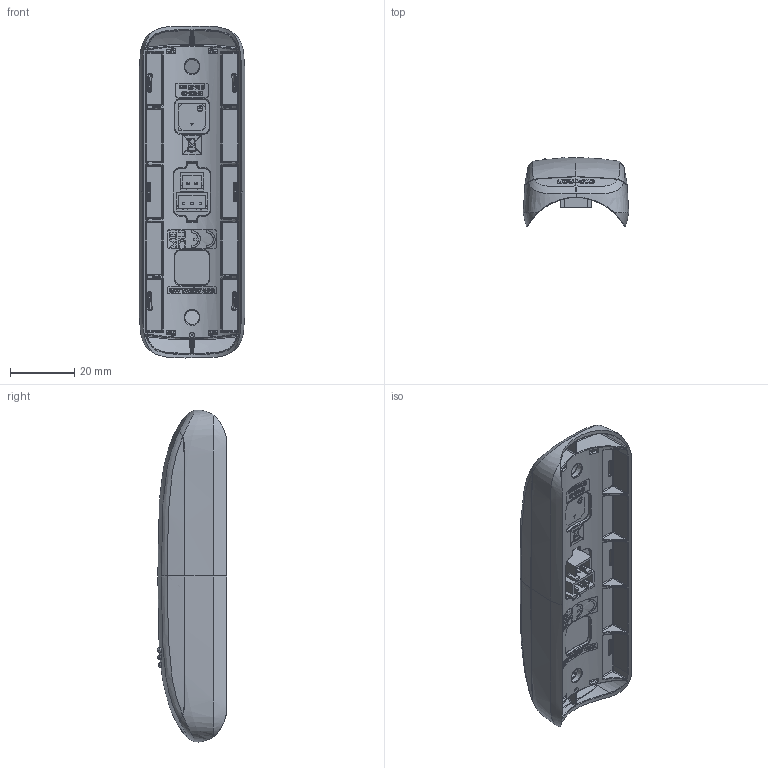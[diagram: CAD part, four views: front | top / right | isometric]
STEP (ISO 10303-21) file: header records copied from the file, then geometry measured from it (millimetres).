
FILE_DESCRIPTION (( 'STEP AP203' ), '1' );
FILE_NAME ('CSR-34-35-T23.STEP', '2023-04-06T08:22:31', ( '' ), ( '' ), 'SwSTEP 2.0', 'SolidWorks 2021', '' );
FILE_SCHEMA (( 'CONFIG_CONTROL_DESIGN' ));
Products named in the file (1): CSR-34-35-T23
Bounding box: 32.8 x 21.72 x 103.24 mm (x, y, z)
Volume: 19506.4 mm3; surface area: 31043.2 mm2
Topology: 20 solids, 20 shells, 5155 faces, 13412 edges, 8391 vertices
Faces by surface type: plane 2177, bspline 1897, cylinder 857, sphere 146, torus 40, cone 38
Full cylindrical faces by diameter (mm): 0.281 x1, 0.437 x1, 1.016 x8, 1.8 x1, 5 x2, 5.6 x1, 6 x1
Entity records: 241677 total; most frequent: CARTESIAN_POINT 133532, ORIENTED_EDGE 26458, DIRECTION 16463, EDGE_CURVE 13229, VERTEX_POINT 8360, VECTOR 5731, LINE 5731, EDGE_LOOP 5473
